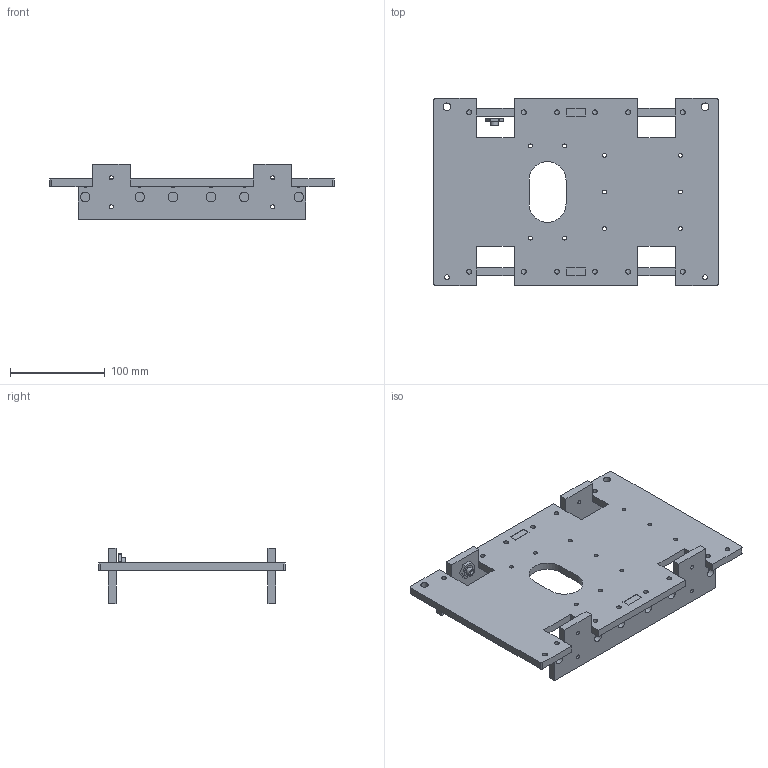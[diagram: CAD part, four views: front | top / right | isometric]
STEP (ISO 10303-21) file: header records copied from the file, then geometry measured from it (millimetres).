
FILE_DESCRIPTION(/* description */ (''),/* implementation_level */ '2;1');
FILE_NAME(/* name */ 'ROLLER_AXIS.step',/* time_stamp */ '2018-06-12T17:35:00+02:00',/* author */ ('jaknil'),/* organization */ (''),/* preprocessor_version */ 'ST-DEVELOPER v17',/* originating_system */ 'Autodesk Translation Framework v7.1.0.215',/* authorisation */ '');
FILE_SCHEMA (('AUTOMOTIVE_DESIGN { 1 0 10303 214 3 1 1 }'));
Length unit declared in the file: millimetre
Products named in the file (6): Test axis Fusion360 6mm Axis with CAM v6; Axis_plate; Wheels; top_wheel_holder; Excenter; top_wheel_holder(Mirror)
Assembly tree (5 placements, depth 3):
  Test axis Fusion360 6mm Axis with CAM v6
    Axis_plate
    Wheels
      top_wheel_holder
      Excenter
      top_wheel_holder(Mirror)
Bounding box: 300 x 197 x 58 mm (x, y, z)
Volume: 554651 mm3; surface area: 170751.8 mm2
Topology: 4 solids, 4 shells, 175 faces, 459 edges, 306 vertices
Faces by surface type: plane 102, cylinder 73
Full cylindrical faces by diameter (mm): 4.2 x16, 5 x15, 8 x5, 10 x12, 12.4 x1
Entity records: 5747 total; most frequent: DIRECTION 977, CARTESIAN_POINT 951, ORIENTED_EDGE 918, EDGE_CURVE 459, AXIS2_PLACEMENT_3D 332, LINE 313, VECTOR 313, VERTEX_POINT 306
